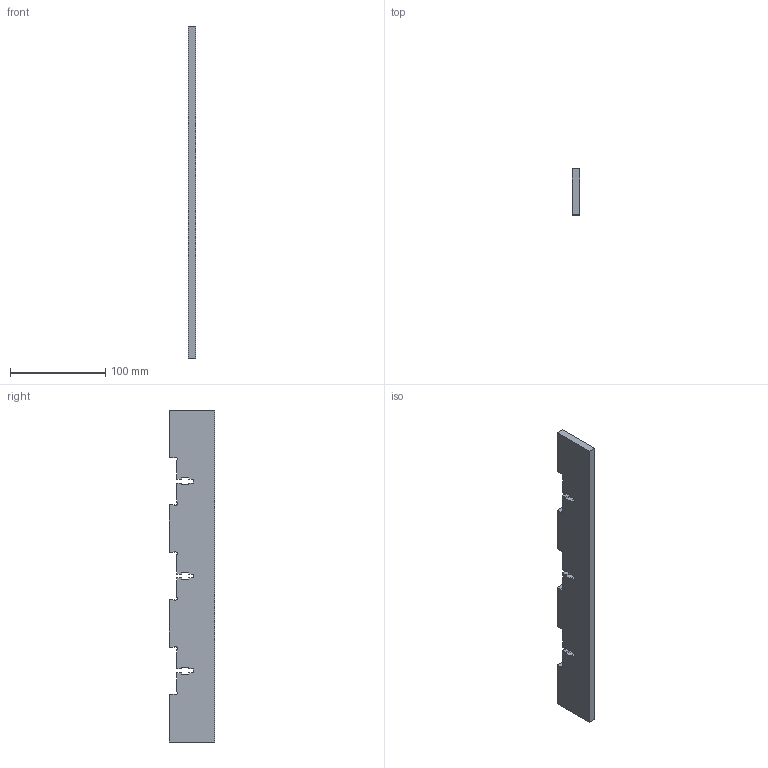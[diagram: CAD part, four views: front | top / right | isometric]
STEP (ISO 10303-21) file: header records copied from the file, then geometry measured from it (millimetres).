
FILE_DESCRIPTION(/* description */ (''),/* implementation_level */ '2;1');
FILE_NAME(/* name */ 'Bottom-plate-IIIS-square-rev1-40mm_8mm v1.step',/* time_stamp */ '2019-03-03T15:43:48+01:00',/* author */ ('emytass'),/* organization */ (''),/* preprocessor_version */ 'ST-DEVELOPER v17.2',/* originating_system */ 'Autodesk Translation Framework v7.6.0.251',/* authorisation */ '');
FILE_SCHEMA (('AUTOMOTIVE_DESIGN { 1 0 10303 214 3 1 1 }'));
Length unit declared in the file: millimetre
Products named in the file (1): Bottom-plate-IIIS-square-rev1-40mm_8mm
Bounding box: 8 x 48 x 348.5 mm (x, y, z)
Volume: 121985.6 mm3; surface area: 38237.5 mm2
Topology: 1 solids, 1 shells, 60 faces, 174 edges, 116 vertices
Faces by surface type: plane 54, cylinder 6
Entity records: 1982 total; most frequent: CARTESIAN_POINT 351, ORIENTED_EDGE 348, DIRECTION 308, EDGE_CURVE 174, LINE 162, VECTOR 162, VERTEX_POINT 116, AXIS2_PLACEMENT_3D 73
